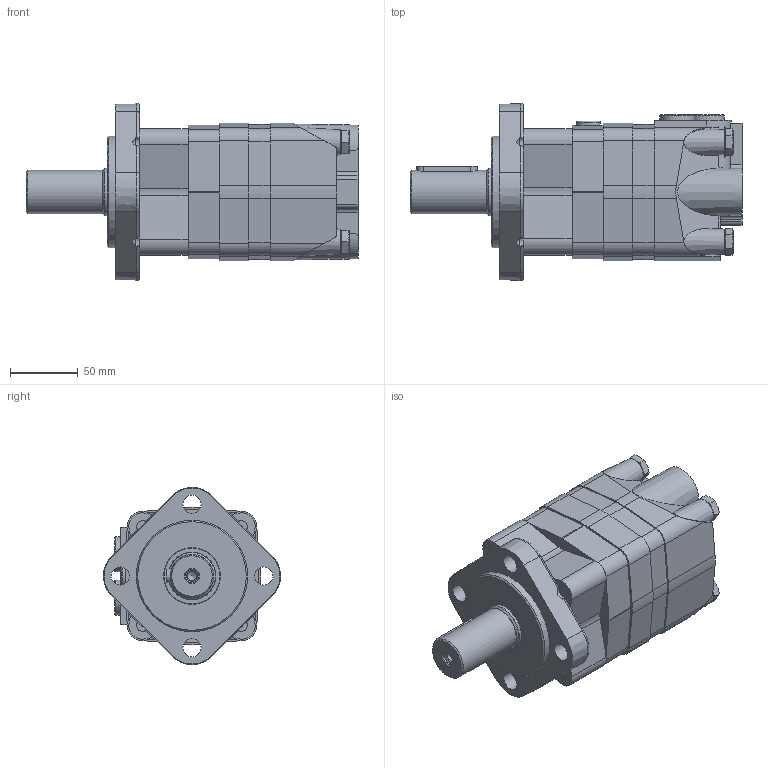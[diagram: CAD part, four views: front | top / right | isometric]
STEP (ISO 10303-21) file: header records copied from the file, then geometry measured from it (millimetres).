
FILE_DESCRIPTION( ( 'STEP AP214' ), '1' );
FILE_NAME( 'MSE125C_4.stp', '2019-11-14T11:59:51', ( '' ), ( '' ), ' ', 'PARTsolutions', ' ' );
FILE_SCHEMA( ( 'AUTOMOTIVE_DESIGN { 1 0 10303 214 1 1 1 1 }' ) );
Length unit declared in the file: millimetre
Products named in the file (8): MSE125C/4; _MS-MF; _MS-SP; _MS125-D; _MS-VP; _MSE-P; HI_Hexagon bolt DIN 931-1 M10x1480; _MSC
Assembly tree (10 placements, depth 2):
  MSE125C/4
    _MS-MF
    _MS-SP
    _MS125-D
    _MS-VP
    _MSE-P
    HI_Hexagon bolt DIN 931-1 M10x1480  x4
    _MSC
Bounding box: 245.8 x 131.31 x 131.31 mm (x, y, z)
Volume: 1635011.8 mm3; surface area: 220545.2 mm2
Topology: 10 solids, 10 shells, 410 faces, 1050 edges, 678 vertices
Faces by surface type: plane 192, cylinder 135, cone 70, torus 13
Full cylindrical faces by diameter (mm): 2 x4, 6.647 x1, 8.376 x6, 10 x5, 10.1 x6, 10.2 x4, 10.5 x8, 10.8 x4, 13.5 x4, 16 x4, 16.9 x1, 18 x1, 18.631 x2, 21 x1, 22 x4, 26 x2, 32 x1, 35 x1, 35.2 x1, 42 x1, 82.5 x1
Entity records: 13903 total; most frequent: CARTESIAN_POINT 2608, DIRECTION 1759, ORIENTED_EDGE 1592, EDGE_CURVE 796, AXIS2_PLACEMENT_3D 684, VERTEX_POINT 585, EDGE_LOOP 507, FACE_OUTER_BOUND 412
